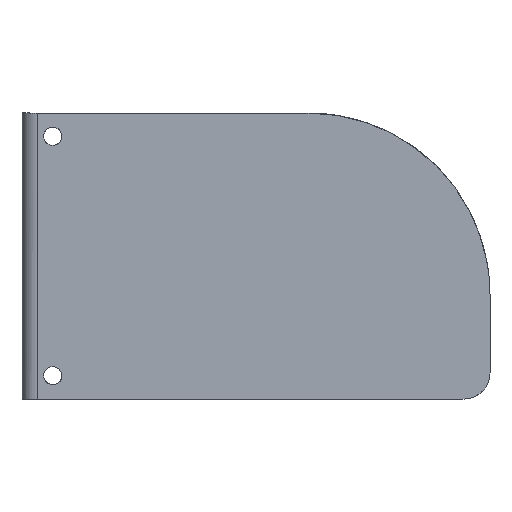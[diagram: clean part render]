
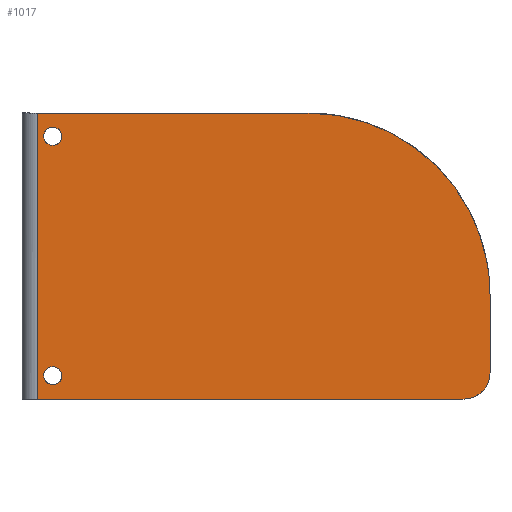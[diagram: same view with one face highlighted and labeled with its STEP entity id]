
A CAD part, front view. The second image highlights one B-rep face of the part: STEP entity #1017.
In plain terms, the highlighted free-form (B-spline) face has degree [1, 1] with [2, 2] control points.
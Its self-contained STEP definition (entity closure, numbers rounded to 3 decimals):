
#4 = VERTEX_POINT ( 'NONE', #438 ) ;
#20 = FACE_BOUND ( 'NONE', #1444, .T. ) ;
#24 = CARTESIAN_POINT ( 'NONE',  ( -91.42, -44.616, 101.012 ) ) ;
#29 = CARTESIAN_POINT ( 'NONE',  ( 73.239, -44.616, 0. ) ) ;
#37 = VERTEX_POINT ( 'NONE', #1276 ) ;
#43 = CARTESIAN_POINT ( 'NONE',  ( -96.97, -44.616, 12.488 ) ) ;
#70 = CARTESIAN_POINT ( 'NONE',  ( 63.239, -44.616, 0. ) ) ;
#89 = CARTESIAN_POINT ( 'NONE',  ( -98.42, -44.616, 8.988 ) ) ;
#108 = CARTESIAN_POINT ( 'NONE',  ( -98.42, -44.616, 101.012 ) ) ;
#147 =( BOUNDED_CURVE ( )  B_SPLINE_CURVE ( 3, ( #89, #859, #1043, #1161 ),
 .UNSPECIFIED., .F., .T. ) 
 B_SPLINE_CURVE_WITH_KNOTS ( ( 4, 4 ),
 ( -3.142, 0. ),
 .UNSPECIFIED. ) 
 CURVE ( )  GEOMETRIC_REPRESENTATION_ITEM ( )  RATIONAL_B_SPLINE_CURVE ( ( 1., 0.333, 0.333, 1. ) ) 
 REPRESENTATION_ITEM ( '' )  );
#158 = ORIENTED_EDGE ( 'NONE', *, *, #1426, .F. ) ;
#239 = ORIENTED_EDGE ( 'NONE', *, *, #572, .F. ) ;
#247 = CARTESIAN_POINT ( 'NONE',  ( -98.42, -44.616, 11.038 ) ) ;
#253 = B_SPLINE_CURVE_WITH_KNOTS ( 'NONE', 1,
 ( #1477, #871 ),
 .UNSPECIFIED., .F., .F.,
 ( 2, 2 ),
 ( 0., 1. ),
 .UNSPECIFIED. ) ;
#328 = CARTESIAN_POINT ( 'NONE',  ( -100.761, -44.616, 110. ) ) ;
#354 = ORIENTED_EDGE ( 'NONE', *, *, #1308, .F. ) ;
#362 = CARTESIAN_POINT ( 'NONE',  ( -100.761, -44.616, 0. ) ) ;
#380 = VERTEX_POINT ( 'NONE', #767 ) ;
#388 = FACE_OUTER_BOUND ( 'NONE', #931, .T. ) ;
#391 = EDGE_LOOP ( 'NONE', ( #1519, #354 ) ) ;
#402 = CARTESIAN_POINT ( 'NONE',  ( -100.761, -44.616, 110. ) ) ;
#414 = CARTESIAN_POINT ( 'NONE',  ( 44.244, -44.616, 110. ) ) ;
#438 = CARTESIAN_POINT ( 'NONE',  ( 3.239, -44.616, 110. ) ) ;
#462 = B_SPLINE_CURVE_WITH_KNOTS ( 'NONE', 1,
 ( #595, #328 ),
 .UNSPECIFIED., .F., .F.,
 ( 2, 2 ),
 ( -1., 0. ),
 .UNSPECIFIED. ) ;
#463 = VERTEX_POINT ( 'NONE', #698 ) ;
#475 = CARTESIAN_POINT ( 'NONE',  ( 73.239, -44.616, 40. ) ) ;
#504 = CARTESIAN_POINT ( 'NONE',  ( -94.92, -44.616, 104.512 ) ) ;
#508 =( BOUNDED_CURVE ( )  B_SPLINE_CURVE ( 3, ( #1245, #651, #1127, #982, #43, #247, #736 ),
 .UNSPECIFIED., .F., .T. ) 
 B_SPLINE_CURVE_WITH_KNOTS ( ( 4, 3, 4 ),
 ( -3.142, -1.571, 0. ),
 .UNSPECIFIED. ) 
 CURVE ( )  GEOMETRIC_REPRESENTATION_ITEM ( )  RATIONAL_B_SPLINE_CURVE ( ( 1., 0.805, 0.805, 1., 0.805, 0.805, 1. ) ) 
 REPRESENTATION_ITEM ( '' )  );
#529 = VERTEX_POINT ( 'NONE', #963 ) ;
#564 = CARTESIAN_POINT ( 'NONE',  ( 73.239, -44.616, 10. ) ) ;
#572 = EDGE_CURVE ( 'NONE', #771, #380, #626, .T. ) ;
#584 = B_SPLINE_SURFACE_WITH_KNOTS ( 'NONE', 1, 1, ( 
 ( #637, #29 ),
 ( #1000, #1480 ) ),
 .UNSPECIFIED., .F., .F., .F.,
 ( 2, 2 ),
 ( 2, 2 ),
 ( 0., 1. ),
 ( 0., 1. ),
 .UNSPECIFIED. ) ;
#595 = CARTESIAN_POINT ( 'NONE',  ( -100.761, -44.616, 0. ) ) ;
#610 = CARTESIAN_POINT ( 'NONE',  ( -96.97, -44.616, 104.512 ) ) ;
#617 = ORIENTED_EDGE ( 'NONE', *, *, #1136, .F. ) ;
#620 = ORIENTED_EDGE ( 'NONE', *, *, #1504, .F. ) ;
#626 =( BOUNDED_CURVE ( )  B_SPLINE_CURVE ( 3, ( #24, #971, #1339, #504, #610, #1224, #1440 ),
 .UNSPECIFIED., .F., .T. ) 
 B_SPLINE_CURVE_WITH_KNOTS ( ( 4, 3, 4 ),
 ( -3.142, -1.571, 0. ),
 .UNSPECIFIED. ) 
 CURVE ( )  GEOMETRIC_REPRESENTATION_ITEM ( )  RATIONAL_B_SPLINE_CURVE ( ( 1., 0.805, 0.805, 1., 0.805, 0.805, 1. ) ) 
 REPRESENTATION_ITEM ( '' )  );
#637 = CARTESIAN_POINT ( 'NONE',  ( -100.761, -44.616, 0. ) ) ;
#638 =( BOUNDED_CURVE ( )  B_SPLINE_CURVE ( 3, ( #564, #695, #1510, #70 ),
 .UNSPECIFIED., .F., .T. ) 
 B_SPLINE_CURVE_WITH_KNOTS ( ( 4, 4 ),
 ( -1.571, 0. ),
 .UNSPECIFIED. ) 
 CURVE ( )  GEOMETRIC_REPRESENTATION_ITEM ( )  RATIONAL_B_SPLINE_CURVE ( ( 1., 0.805, 0.805, 1. ) ) 
 REPRESENTATION_ITEM ( '' )  );
#651 = CARTESIAN_POINT ( 'NONE',  ( -91.42, -44.616, 11.038 ) ) ;
#688 = CARTESIAN_POINT ( 'NONE',  ( 73.239, -44.616, 10. ) ) ;
#689 = VERTEX_POINT ( 'NONE', #1256 ) ;
#695 = CARTESIAN_POINT ( 'NONE',  ( 73.239, -44.616, 4.142 ) ) ;
#698 = CARTESIAN_POINT ( 'NONE',  ( 73.239, -44.616, 40. ) ) ;
#707 = CARTESIAN_POINT ( 'NONE',  ( -91.42, -44.616, 101.012 ) ) ;
#710 = EDGE_CURVE ( 'NONE', #4, #463, #1266, .T. ) ;
#728 = CARTESIAN_POINT ( 'NONE',  ( -98.42, -44.616, 94.012 ) ) ;
#736 = CARTESIAN_POINT ( 'NONE',  ( -98.42, -44.616, 8.988 ) ) ;
#767 = CARTESIAN_POINT ( 'NONE',  ( -98.42, -44.616, 101.012 ) ) ;
#771 = VERTEX_POINT ( 'NONE', #1243 ) ;
#841 =( BOUNDED_CURVE ( )  B_SPLINE_CURVE ( 3, ( #108, #728, #1060, #707 ),
 .UNSPECIFIED., .F., .T. ) 
 B_SPLINE_CURVE_WITH_KNOTS ( ( 4, 4 ),
 ( -3.142, 0. ),
 .UNSPECIFIED. ) 
 CURVE ( )  GEOMETRIC_REPRESENTATION_ITEM ( )  RATIONAL_B_SPLINE_CURVE ( ( 1., 0.333, 0.333, 1. ) ) 
 REPRESENTATION_ITEM ( '' )  );
#859 = CARTESIAN_POINT ( 'NONE',  ( -98.42, -44.616, 1.988 ) ) ;
#871 = CARTESIAN_POINT ( 'NONE',  ( 3.239, -44.616, 110. ) ) ;
#892 = EDGE_CURVE ( 'NONE', #529, #1102, #1042, .T. ) ;
#922 = EDGE_CURVE ( 'NONE', #37, #689, #147, .T. ) ;
#931 = EDGE_LOOP ( 'NONE', ( #1320, #1361, #620, #1462, #617, #1152 ) ) ;
#963 = CARTESIAN_POINT ( 'NONE',  ( 63.239, -44.616, 0. ) ) ;
#971 = CARTESIAN_POINT ( 'NONE',  ( -91.42, -44.616, 103.062 ) ) ;
#982 = CARTESIAN_POINT ( 'NONE',  ( -94.92, -44.616, 12.488 ) ) ;
#1000 = CARTESIAN_POINT ( 'NONE',  ( -100.761, -44.616, 110. ) ) ;
#1017 = ADVANCED_FACE ( 'NONE', ( #20, #1470, #388 ), #584, .F. ) ;
#1042 = B_SPLINE_CURVE_WITH_KNOTS ( 'NONE', 1,
 ( #1168, #362 ),
 .UNSPECIFIED., .F., .F.,
 ( 2, 2 ),
 ( 0., 1. ),
 .UNSPECIFIED. ) ;
#1043 = CARTESIAN_POINT ( 'NONE',  ( -91.42, -44.616, 1.988 ) ) ;
#1060 = CARTESIAN_POINT ( 'NONE',  ( -91.42, -44.616, 94.012 ) ) ;
#1102 = VERTEX_POINT ( 'NONE', #1412 ) ;
#1123 = CARTESIAN_POINT ( 'NONE',  ( 73.239, -44.616, 81.005 ) ) ;
#1127 = CARTESIAN_POINT ( 'NONE',  ( -92.869, -44.616, 12.488 ) ) ;
#1136 = EDGE_CURVE ( 'NONE', #1144, #529, #638, .T. ) ;
#1144 = VERTEX_POINT ( 'NONE', #688 ) ;
#1152 = ORIENTED_EDGE ( 'NONE', *, *, #1535, .F. ) ;
#1154 = CARTESIAN_POINT ( 'NONE',  ( 3.239, -44.616, 110. ) ) ;
#1161 = CARTESIAN_POINT ( 'NONE',  ( -91.42, -44.616, 8.988 ) ) ;
#1168 = CARTESIAN_POINT ( 'NONE',  ( 63.239, -44.616, 0. ) ) ;
#1224 = CARTESIAN_POINT ( 'NONE',  ( -98.42, -44.616, 103.062 ) ) ;
#1243 = CARTESIAN_POINT ( 'NONE',  ( -91.42, -44.616, 101.012 ) ) ;
#1245 = CARTESIAN_POINT ( 'NONE',  ( -91.42, -44.616, 8.988 ) ) ;
#1256 = CARTESIAN_POINT ( 'NONE',  ( -91.42, -44.616, 8.988 ) ) ;
#1261 = EDGE_CURVE ( 'NONE', #1278, #4, #253, .T. ) ;
#1266 =( BOUNDED_CURVE ( )  B_SPLINE_CURVE ( 3, ( #1154, #414, #1123, #1491 ),
 .UNSPECIFIED., .F., .T. ) 
 B_SPLINE_CURVE_WITH_KNOTS ( ( 4, 4 ),
 ( -1.571, 0. ),
 .UNSPECIFIED. ) 
 CURVE ( )  GEOMETRIC_REPRESENTATION_ITEM ( )  RATIONAL_B_SPLINE_CURVE ( ( 1., 0.805, 0.805, 1. ) ) 
 REPRESENTATION_ITEM ( '' )  );
#1276 = CARTESIAN_POINT ( 'NONE',  ( -98.42, -44.616, 8.988 ) ) ;
#1278 = VERTEX_POINT ( 'NONE', #402 ) ;
#1291 = B_SPLINE_CURVE_WITH_KNOTS ( 'NONE', 1,
 ( #475, #1322 ),
 .UNSPECIFIED., .F., .F.,
 ( 2, 2 ),
 ( 0., 1. ),
 .UNSPECIFIED. ) ;
#1308 = EDGE_CURVE ( 'NONE', #689, #37, #508, .T. ) ;
#1320 = ORIENTED_EDGE ( 'NONE', *, *, #710, .F. ) ;
#1322 = CARTESIAN_POINT ( 'NONE',  ( 73.239, -44.616, 10. ) ) ;
#1339 = CARTESIAN_POINT ( 'NONE',  ( -92.869, -44.616, 104.512 ) ) ;
#1361 = ORIENTED_EDGE ( 'NONE', *, *, #1261, .F. ) ;
#1412 = CARTESIAN_POINT ( 'NONE',  ( -100.761, -44.616, 0. ) ) ;
#1426 = EDGE_CURVE ( 'NONE', #380, #771, #841, .T. ) ;
#1440 = CARTESIAN_POINT ( 'NONE',  ( -98.42, -44.616, 101.012 ) ) ;
#1444 = EDGE_LOOP ( 'NONE', ( #158, #239 ) ) ;
#1462 = ORIENTED_EDGE ( 'NONE', *, *, #892, .F. ) ;
#1470 = FACE_BOUND ( 'NONE', #391, .T. ) ;
#1477 = CARTESIAN_POINT ( 'NONE',  ( -100.761, -44.616, 110. ) ) ;
#1480 = CARTESIAN_POINT ( 'NONE',  ( 73.239, -44.616, 110. ) ) ;
#1491 = CARTESIAN_POINT ( 'NONE',  ( 73.239, -44.616, 40. ) ) ;
#1504 = EDGE_CURVE ( 'NONE', #1102, #1278, #462, .T. ) ;
#1510 = CARTESIAN_POINT ( 'NONE',  ( 69.097, -44.616, 0. ) ) ;
#1519 = ORIENTED_EDGE ( 'NONE', *, *, #922, .F. ) ;
#1535 = EDGE_CURVE ( 'NONE', #463, #1144, #1291, .T. ) ;
